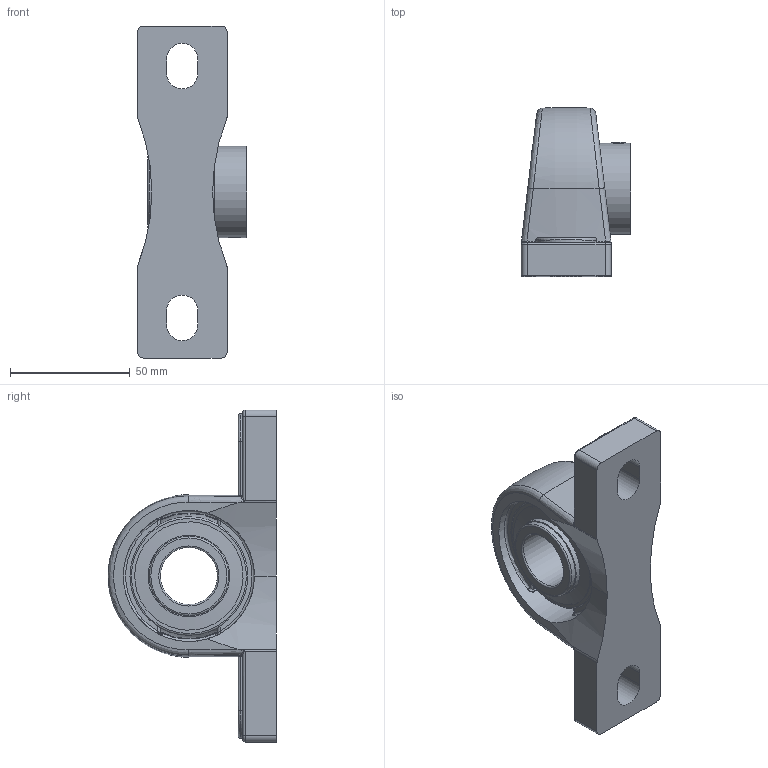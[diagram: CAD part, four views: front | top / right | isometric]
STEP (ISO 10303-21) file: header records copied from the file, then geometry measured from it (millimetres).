
FILE_DESCRIPTION(('HOOPS Exchange Step'),'2;1');
FILE_NAME('export-CF5AAD71-DAFF-48BE-BB88-A5B390DC8A4C.stp','2020-05-21T09:43:22-07:00',('dkerr'),('Alibre'),'HOOPS Exchange 2020.0','Alibre','Unknown authorisation');
FILE_SCHEMA( ('AP242_MANAGED_MODEL_BASED_3D_ENGINEERING_MIM_LF {1 0 10303 442 1 1 4 }') );
Length unit declared in the file: inch
Products named in the file (8): MRN SPM 205 L4L; SNC 205 (Ball Bearing); SNC 205 (Shield); SNC 205 (Setscrew); SNC 205-15 L4L (0.9375inch) (Race); SNC 205-15 (Collar); MRN SNC 205-15 L4L (0.9375inch); MRN SNCSPM 205-15 L4L (0.9375inch)
Assembly tree (8 placements, depth 3):
  MRN SNCSPM 205-15 L4L (0.9375inch)
    MRN SPM 205 L4L
    MRN SNC 205-15 L4L (0.9375inch)
      SNC 205 (Ball Bearing)
      SNC 205 (Shield)  x2
      SNC 205 (Setscrew)
      SNC 205-15 L4L (0.9375inch) (Race)
      SNC 205-15 (Collar)
Bounding box: 45.65 x 70.4 x 138.5 mm (x, y, z)
Volume: 124411.2 mm3; surface area: 47397.9 mm2
Topology: 16 solids, 16 shells, 186 faces, 505 edges, 328 vertices
Faces by surface type: cylinder 63, plane 52, torus 24, bspline 18, sphere 16, cone 13
Full cylindrical faces by diameter (mm): 5.994 x1, 6 x2, 23.812 x2, 30.683 x2, 33.02 x4, 34.036 x2, 38.1 x1, 44.063 x2, 45.212 x2, 54.712 x2, 60.25 x1
Entity records: 12412 total; most frequent: CARTESIAN_POINT 7738, DIRECTION 975, ORIENTED_EDGE 916, EDGE_CURVE 458, AXIS2_PLACEMENT_3D 416, VERTEX_POINT 314, CIRCLE 215, EDGE_LOOP 200
